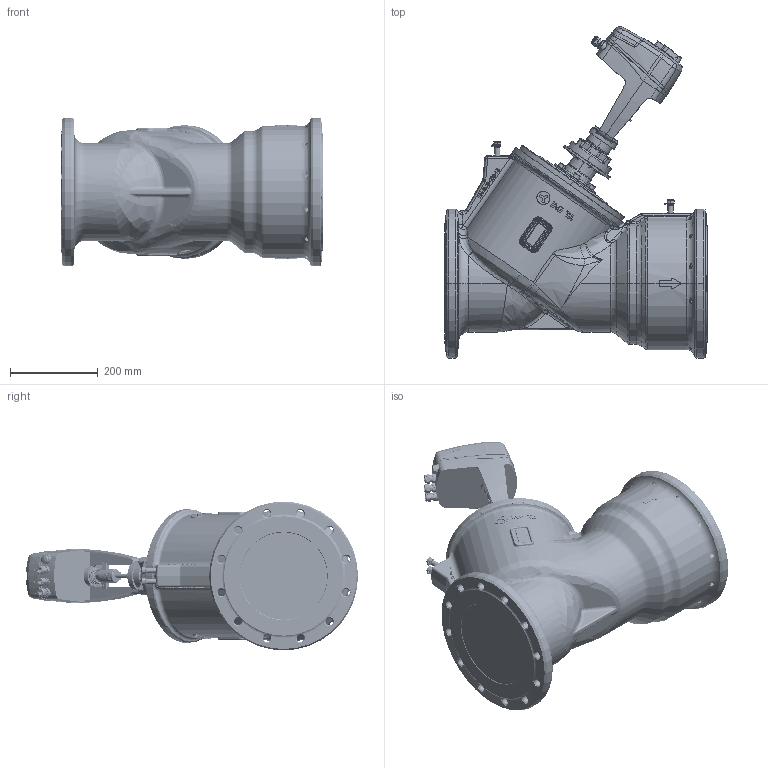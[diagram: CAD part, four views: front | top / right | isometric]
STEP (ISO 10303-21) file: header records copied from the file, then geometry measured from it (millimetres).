
FILE_DESCRIPTION (( 'STEP AP203' ), '1' );
FILE_NAME ('16230, 16304 - TA-Modulator DN200.step', '2023-07-31T11:10:15', ( '' ), ( '' ), 'SwSTEP 2.0', 'SolidWorks 2019', '' );
FILE_SCHEMA (( 'CONFIG_CONTROL_DESIGN' ));
Length unit declared in the file: millimetre
Products named in the file (35): Copy of 2001185AA_Screw M5x30 DIN912 A2^Pogon TA-SLIDER 750,1250; Copy of 2001061AA_Position indicator; red^Pogon TA-SLIDER 750,1250_2001061AB_Position indicator red; Copy of 011479_slider_cuff_P-V00_10 SW^Pogon TA-SLIDER 750,1250; 16059 - Nastavna rocka TA-Modulator DN150_Simplified; Pogon TA-SLIDER 750,1250_z vijaki; 2001-414 - Screw M8x25 DIN 931 A2; 15582 - Nastavitvena rocka TA-MODULATOR DN150-200_Simplified; Copy of 2001196AA_nut M5 DIN546^Pogon TA-SLIDER 750,1250; Copy of Podložka M8^Pogon TA-SLIDER 750,1250; 15524 - Cap holder - BLACK_Simplified; 15370 - Drzalo strgala TA-Modulator DN65-200_15370 - Scraper holder TA-Modulator DN65-200; 12251 - Spindle drain PTP M14x1 for PT port_Simplified; Copy of Noga^Pogon TA-SLIDER 750,1250; 16241 - Cover Dp part TA-Modulator DN200_Simplified; 16260 - Screw M12x25 DIN912 A2; Copy of 2001062AB_Position indicator; blue^Pogon TA-SLIDER 750,1250_2001062AB_Position indicator blue; 15688 - Ohisje nastavitve pretoka TA-Modulator DN150-200_15688 - Body flow TA-Modulator DN150-200; 15522 - Cap holder - RED_simplified; 16231, 16303 - CV subassembly TA-Modulator DN200_Simplified; Copy of 2001119AA_Cable gland; M16x1.5^Pogon TA-SLIDER 750,1250; 16234, 16285, 16286, 16287 - Valve body TA-Modulator DN200_Simplified; 15523 - Cap holder - BLUE_simplified; 16239 - Cover CV part TA-Modulator DN200_Simplified; Copy of 2001291AA_Plug; cable hole (Helukabel M16x1.5 - 94121)^Pogon TA-SLIDER 750,1250; Copy of 2001057 - Cover^Pogon TA-SLIDER 750,1250; 16159 - Kazalnik delnih vrtljajev TA-MODULATOR DN150-200_Simplified; Copy of Preklop^Pogon TA-SLIDER 750,1250_Domy˜lna; 16232, 16305 - DP subassembly TA-Modulator DN200_Simplified; Copy of 2001184AA_Slider; coupling lock^Pogon TA-SLIDER 750,1250; 16464 - Steblo krmilnega dela TA-Modulator DN200_16464 - Shaft balance TA-Modulator DN200; Copy of 2001056 - Cover^Pogon TA-SLIDER 750,1250; Copy of 2001175AB_Coupling housing^Pogon TA-SLIDER 750,1250; 15379 - Adapter TA-Modulator - TA-Slider; 14265 - Screw M10 x 25 DIN 912 A2F 8.8; 16230, 16304 - TA-Modulator DN200
Assembly tree (59 placements, depth 3):
  16230, 16304 - TA-Modulator DN200
    16234, 16285, 16286, 16287 - Valve body TA-Modulator DN200_Simplified
    16231, 16303 - CV subassembly TA-Modulator DN200_Simplified
      16239 - Cover CV part TA-Modulator DN200_Simplified
      15688 - Ohisje nastavitve pretoka TA-Modulator DN150-200_15688 - Body flow TA-Modulator DN150-200
      16464 - Steblo krmilnega dela TA-Modulator DN200_16464 - Shaft balance TA-Modulator DN200
      14265 - Screw M10 x 25 DIN 912 A2F 8.8  x6
      15370 - Drzalo strgala TA-Modulator DN65-200_15370 - Scraper holder TA-Modulator DN65-200
    16232, 16305 - DP subassembly TA-Modulator DN200_Simplified
      16241 - Cover Dp part TA-Modulator DN200_Simplified
    16260 - Screw M12x25 DIN912 A2  x10
    14265 - Screw M10 x 25 DIN 912 A2F 8.8  x4
    15379 - Adapter TA-Modulator - TA-Slider
    12251 - Spindle drain PTP M14x1 for PT port_Simplified  x3
    15522 - Cap holder - RED_simplified
    15523 - Cap holder - BLUE_simplified
    15524 - Cap holder - BLACK_Simplified
    16059 - Nastavna rocka TA-Modulator DN150_Simplified
      16159 - Kazalnik delnih vrtljajev TA-MODULATOR DN150-200_Simplified
      15582 - Nastavitvena rocka TA-MODULATOR DN150-200_Simplified
    Pogon TA-SLIDER 750,1250_z vijaki
      Copy of Noga^Pogon TA-SLIDER 750,1250
      Copy of 2001056 - Cover^Pogon TA-SLIDER 750,1250
      Copy of 2001057 - Cover^Pogon TA-SLIDER 750,1250
      Copy of Preklop^Pogon TA-SLIDER 750,1250_Domy˜lna
      Copy of 2001061AA_Position indicator; red^Pogon TA-SLIDER 750,1250_2001061AB_Position indicator red
      Copy of 2001062AB_Position indicator; blue^Pogon TA-SLIDER 750,1250_2001062AB_Position indicator blue
      Copy of 2001175AB_Coupling housing^Pogon TA-SLIDER 750,1250  x2
      Copy of 2001184AA_Slider; coupling lock^Pogon TA-SLIDER 750,1250
      Copy of 2001196AA_nut M5 DIN546^Pogon TA-SLIDER 750,1250
      Copy of 2001185AA_Screw M5x30 DIN912 A2^Pogon TA-SLIDER 750,1250
      Copy of 2001119AA_Cable gland; M16x1.5^Pogon TA-SLIDER 750,1250  x3
      Copy of 2001291AA_Plug; cable hole (Helukabel M16x1.5 - 94121)^Pogon TA-SLIDER 750,1250
      Copy of 011479_slider_cuff_P-V00_10 SW^Pogon TA-SLIDER 750,1250
      2001-414 - Screw M8x25 DIN 931 A2  x2
      Copy of Podložka M8^Pogon TA-SLIDER 750,1250  x2
Bounding box: 600 x 758.73 x 340 mm (x, y, z)
Volume: 47369648.7 mm3; surface area: 1860223.3 mm2
Topology: 60 solids, 67 shells, 4414 faces, 10966 edges, 6808 vertices
Faces by surface type: plane 1497, cylinder 998, cone 746, bspline 700, torus 461, sphere 12
Entity records: 157566 total; most frequent: CARTESIAN_POINT 70036, ORIENTED_EDGE 18452, DIRECTION 15882, EDGE_CURVE 9226, AXIS2_PLACEMENT_3D 6130, VERTEX_POINT 5809, EDGE_LOOP 4007, FACE_OUTER_BOUND 3660
